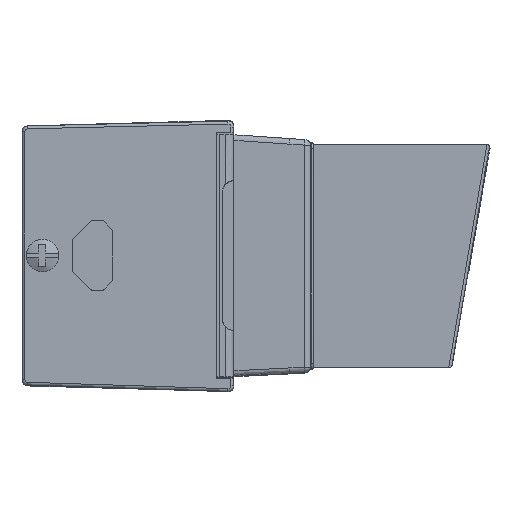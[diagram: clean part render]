
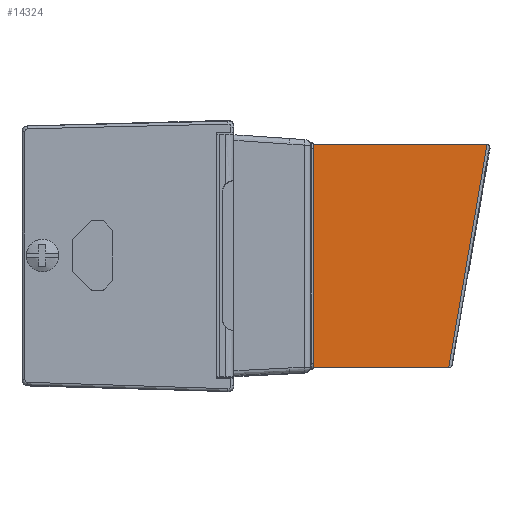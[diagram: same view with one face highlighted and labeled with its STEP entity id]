
A CAD part, top view. The second image highlights one B-rep face of the part: STEP entity #14324.
In plain terms, the highlighted free-form (B-spline) face has degree [1, 1] with [2, 2] control points.
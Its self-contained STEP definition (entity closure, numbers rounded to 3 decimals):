
#14164=CARTESIAN_POINT('',(31.5,-18.99,31.3));
#14165=VERTEX_POINT('',#14164);
#14188=CARTESIAN_POINT('',(31.5,18.9,31.3));
#14189=VERTEX_POINT('',#14188);
#14190=CARTESIAN_POINT('',(31.5,-18.99,31.3));
#14191=CARTESIAN_POINT('',(31.5,18.9,31.3));
#14192=B_SPLINE_CURVE_WITH_KNOTS('',1,(#14190,#14191),.POLYLINE_FORM.,.F.,.U.,(2,2),(0.,1.),.UNSPECIFIED.);
#14193=EDGE_CURVE('',#14165,#14189,#14192,.T.);
#14278=CARTESIAN_POINT('',(54.493,-18.99,31.3));
#14279=VERTEX_POINT('',#14278);
#14287=CARTESIAN_POINT('',(31.5,-18.99,31.3));
#14288=CARTESIAN_POINT('',(54.493,-18.99,31.3));
#14289=B_SPLINE_CURVE_WITH_KNOTS('',1,(#14287,#14288),.POLYLINE_FORM.,.F.,.U.,(2,2),(0.,0.766),.UNSPECIFIED.);
#14290=EDGE_CURVE('',#14165,#14279,#14289,.T.);
#14295=CARTESIAN_POINT('',(31.5,18.9,31.3));
#14296=CARTESIAN_POINT('',(61.5,18.9,31.3));
#14297=CARTESIAN_POINT('',(31.5,-18.99,31.3));
#14298=CARTESIAN_POINT('',(61.5,-18.99,31.3));
#14299=B_SPLINE_SURFACE_WITH_KNOTS('',1,1,((#14295,#14296),(#14297,#14298)),.PLANE_SURF.,.F.,.F.,.U.,(2,2),(2,2),(0.,1.),(0.,1.),.UNSPECIFIED.);
#14300=ORIENTED_EDGE('',*,*,#14193,.F.);
#14301=ORIENTED_EDGE('',*,*,#14290,.T.);
#14302=CARTESIAN_POINT('',(60.993,18.898,31.3));
#14303=VERTEX_POINT('',#14302);
#14304=CARTESIAN_POINT('',(54.493,-18.99,31.3));
#14305=CARTESIAN_POINT('',(60.992,18.898,31.3));
#14306=B_SPLINE_CURVE_WITH_KNOTS('',1,(#14304,#14305),.POLYLINE_FORM.,.F.,.U.,(2,2),(0.002,1.),.UNSPECIFIED.);
#14307=EDGE_CURVE('',#14279,#14303,#14306,.T.);
#14308=ORIENTED_EDGE('',*,*,#14307,.T.);
#14309=CARTESIAN_POINT('',(60.907,18.9,31.3));
#14310=VERTEX_POINT('',#14309);
#14311=CARTESIAN_POINT('',(60.992,18.893,31.3));
#14312=CARTESIAN_POINT('',(60.95,18.9,31.3));
#14313=CARTESIAN_POINT('',(60.907,18.9,31.3));
#14314=(BOUNDED_CURVE()B_SPLINE_CURVE(2,(#14311,#14312,#14313),.CIRCULAR_ARC.,.F.,.U.)B_SPLINE_CURVE_WITH_KNOTS((3,3),(0.,0.107),.UNSPECIFIED.)CURVE()GEOMETRIC_REPRESENTATION_ITEM()RATIONAL_B_SPLINE_CURVE((0.932,0.962,1.))REPRESENTATION_ITEM(''));
#14315=EDGE_CURVE('',#14303,#14310,#14314,.T.);
#14316=ORIENTED_EDGE('',*,*,#14315,.T.);
#14317=CARTESIAN_POINT('',(31.5,18.9,31.3));
#14318=CARTESIAN_POINT('',(60.907,18.9,31.3));
#14319=B_SPLINE_CURVE_WITH_KNOTS('',1,(#14317,#14318),.POLYLINE_FORM.,.F.,.U.,(2,2),(0.,0.98),.UNSPECIFIED.);
#14320=EDGE_CURVE('',#14189,#14310,#14319,.T.);
#14321=ORIENTED_EDGE('',*,*,#14320,.F.);
#14322=EDGE_LOOP('',(#14300,#14301,#14308,#14316,#14321));
#14323=FACE_OUTER_BOUND('',#14322,.T.);
#14324=ADVANCED_FACE('',(#14323),#14299,.T.);
